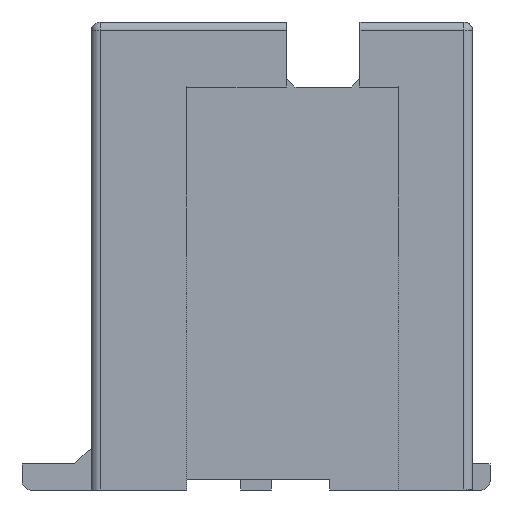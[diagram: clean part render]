
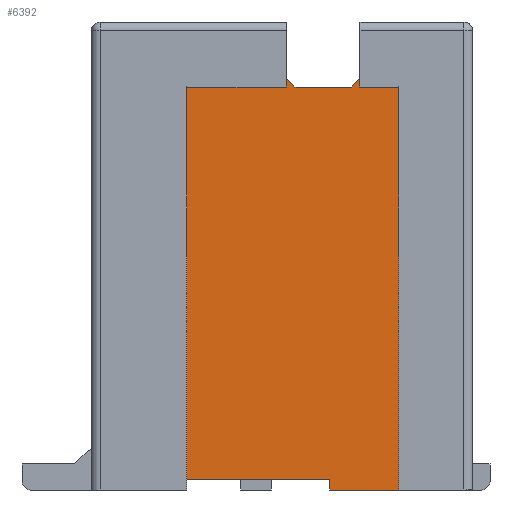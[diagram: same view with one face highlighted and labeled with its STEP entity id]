
A CAD part, left-side view. The second image highlights one B-rep face of the part: STEP entity #6392.
In plain terms, the highlighted planar face has unit normal (-1, 0, 0).
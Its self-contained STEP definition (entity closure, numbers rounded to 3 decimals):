
#5968=CARTESIAN_POINT('',(-8.2,1.6,-5.275));
#5969=VERTEX_POINT('',#5968);
#5976=CARTESIAN_POINT('',(-8.2,1.6,3.775));
#5977=VERTEX_POINT('',#5976);
#5978=CARTESIAN_POINT('',(-8.2,1.6,-5.275));
#5979=DIRECTION('',(0.,0.,1.));
#5980=VECTOR('',#5979,9.05);
#5981=LINE('',#5978,#5980);
#5982=EDGE_CURVE('',#5969,#5977,#5981,.T.);
#6006=CARTESIAN_POINT('',(-8.2,-1.7,-5.525));
#6007=VERTEX_POINT('',#6006);
#6014=CARTESIAN_POINT('',(-8.2,-1.7,-5.275));
#6015=VERTEX_POINT('',#6014);
#6016=CARTESIAN_POINT('',(-8.2,-1.7,-5.525));
#6017=DIRECTION('',(0.,0.,1.));
#6018=VECTOR('',#6017,0.25);
#6019=LINE('',#6016,#6018);
#6020=EDGE_CURVE('',#6007,#6015,#6019,.T.);
#6307=CARTESIAN_POINT('',(-8.2,-0.85,-0.775));
#6308=DIRECTION('',(0.,-1.,0.));
#6309=DIRECTION('',(-1.,0.,0.));
#6310=AXIS2_PLACEMENT_3D('',#6307,#6309,#6308);
#6311=PLANE('',#6310);
#6312=CARTESIAN_POINT('',(-8.2,-3.3,3.775));
#6313=VERTEX_POINT('',#6312);
#6314=CARTESIAN_POINT('',(-8.2,-2.4,3.775));
#6315=VERTEX_POINT('',#6314);
#6316=CARTESIAN_POINT('',(-8.2,-3.3,3.775));
#6317=DIRECTION('',(0.,1.,0.));
#6318=VECTOR('',#6317,0.9);
#6319=LINE('',#6316,#6318);
#6320=EDGE_CURVE('',#6313,#6315,#6319,.T.);
#6321=ORIENTED_EDGE('',*,*,#6320,.T.);
#6322=CARTESIAN_POINT('',(-8.2,-2.4,3.975));
#6323=VERTEX_POINT('',#6322);
#6324=CARTESIAN_POINT('',(-8.2,-2.4,3.775));
#6325=DIRECTION('',(0.,0.,1.));
#6326=VECTOR('',#6325,0.2);
#6327=LINE('',#6324,#6326);
#6328=EDGE_CURVE('',#6315,#6323,#6327,.T.);
#6329=ORIENTED_EDGE('',*,*,#6328,.T.);
#6330=CARTESIAN_POINT('',(-8.2,-2.2,3.775));
#6331=VERTEX_POINT('',#6330);
#6332=CARTESIAN_POINT('',(-8.2,-2.4,3.975));
#6333=DIRECTION('',(0.,0.707,-0.707));
#6334=VECTOR('',#6333,0.283);
#6335=LINE('',#6332,#6334);
#6336=EDGE_CURVE('',#6323,#6331,#6335,.T.);
#6337=ORIENTED_EDGE('',*,*,#6336,.T.);
#6338=CARTESIAN_POINT('',(-8.2,-0.9,3.775));
#6339=VERTEX_POINT('',#6338);
#6340=CARTESIAN_POINT('',(-8.2,-2.2,3.775));
#6341=DIRECTION('',(0.,1.,0.));
#6342=VECTOR('',#6341,1.3);
#6343=LINE('',#6340,#6342);
#6344=EDGE_CURVE('',#6331,#6339,#6343,.T.);
#6345=ORIENTED_EDGE('',*,*,#6344,.T.);
#6346=CARTESIAN_POINT('',(-8.2,-0.7,3.975));
#6347=VERTEX_POINT('',#6346);
#6348=CARTESIAN_POINT('',(-8.2,-0.9,3.775));
#6349=DIRECTION('',(0.,0.707,0.707));
#6350=VECTOR('',#6349,0.283);
#6351=LINE('',#6348,#6350);
#6352=EDGE_CURVE('',#6339,#6347,#6351,.T.);
#6353=ORIENTED_EDGE('',*,*,#6352,.T.);
#6354=CARTESIAN_POINT('',(-8.2,-0.7,3.775));
#6355=VERTEX_POINT('',#6354);
#6356=CARTESIAN_POINT('',(-8.2,-0.7,3.975));
#6357=DIRECTION('',(0.,0.,-1.));
#6358=VECTOR('',#6357,0.2);
#6359=LINE('',#6356,#6358);
#6360=EDGE_CURVE('',#6347,#6355,#6359,.T.);
#6361=ORIENTED_EDGE('',*,*,#6360,.T.);
#6362=CARTESIAN_POINT('',(-8.2,-0.7,3.775));
#6363=DIRECTION('',(0.,1.,0.));
#6364=VECTOR('',#6363,2.3);
#6365=LINE('',#6362,#6364);
#6366=EDGE_CURVE('',#6355,#5977,#6365,.T.);
#6367=ORIENTED_EDGE('',*,*,#6366,.T.);
#6368=ORIENTED_EDGE('',*,*,#5982,.F.);
#6369=CARTESIAN_POINT('',(-8.2,1.6,-5.275));
#6370=DIRECTION('',(0.,-1.,0.));
#6371=VECTOR('',#6370,3.3);
#6372=LINE('',#6369,#6371);
#6373=EDGE_CURVE('',#5969,#6015,#6372,.T.);
#6374=ORIENTED_EDGE('',*,*,#6373,.T.);
#6375=ORIENTED_EDGE('',*,*,#6020,.F.);
#6376=CARTESIAN_POINT('',(-8.2,-3.3,-5.525));
#6377=VERTEX_POINT('',#6376);
#6378=CARTESIAN_POINT('',(-8.2,-1.7,-5.525));
#6379=DIRECTION('',(0.,-1.,0.));
#6380=VECTOR('',#6379,1.6);
#6381=LINE('',#6378,#6380);
#6382=EDGE_CURVE('',#6007,#6377,#6381,.T.);
#6383=ORIENTED_EDGE('',*,*,#6382,.T.);
#6384=CARTESIAN_POINT('',(-8.2,-3.3,-5.525));
#6385=DIRECTION('',(0.,0.,1.));
#6386=VECTOR('',#6385,9.3);
#6387=LINE('',#6384,#6386);
#6388=EDGE_CURVE('',#6377,#6313,#6387,.T.);
#6389=ORIENTED_EDGE('',*,*,#6388,.T.);
#6390=EDGE_LOOP('',(#6321,#6329,#6337,#6345,#6353,#6361,#6367,#6368,#6374,#6375,#6383,#6389));
#6391=FACE_OUTER_BOUND('',#6390,.T.);
#6392=ADVANCED_FACE('',(#6391),#6311,.T.);
